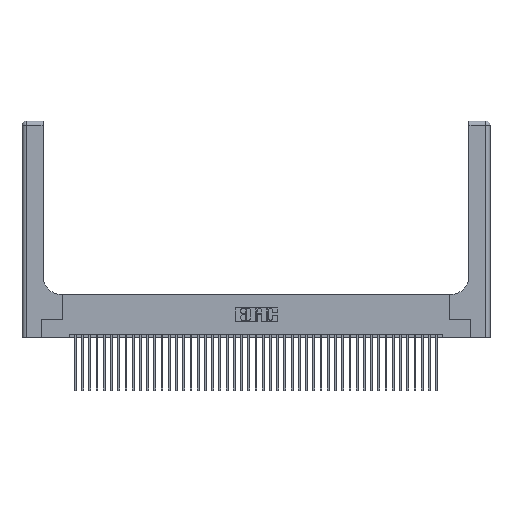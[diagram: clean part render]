
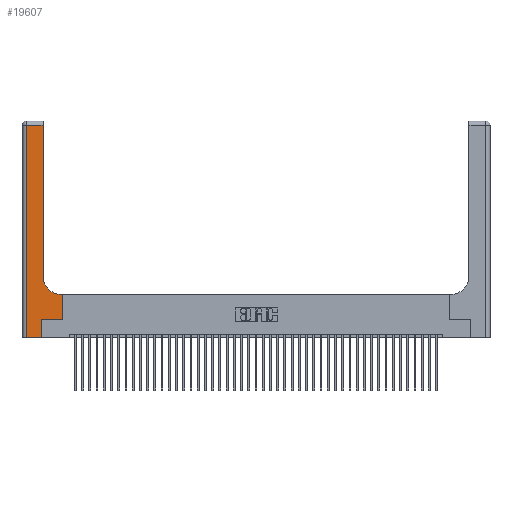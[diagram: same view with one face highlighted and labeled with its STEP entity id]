
A CAD part, top view. The second image highlights one B-rep face of the part: STEP entity #19607.
In plain terms, the highlighted planar face has unit normal (0, 0, 1).
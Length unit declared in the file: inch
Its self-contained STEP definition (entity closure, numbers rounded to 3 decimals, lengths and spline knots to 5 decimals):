
#560 = CARTESIAN_POINT ( 'NONE',  ( 0.2915, 3., 0.37 ) ) ;
#581 = VERTEX_POINT ( 'NONE', #19326 ) ;
#839 = VECTOR ( 'NONE', #17013, 39.37008 ) ;
#1464 = ORIENTED_EDGE ( 'NONE', *, *, #18436, .T. ) ;
#2413 = EDGE_CURVE ( 'NONE', #8426, #13525, #43148, .T. ) ;
#2482 = CARTESIAN_POINT ( 'NONE',  ( 0., 2.94, 0.37 ) ) ;
#2915 = ORIENTED_EDGE ( 'NONE', *, *, #25489, .T. ) ;
#2997 = ORIENTED_EDGE ( 'NONE', *, *, #40272, .T. ) ;
#3252 = CARTESIAN_POINT ( 'NONE',  ( 0.5415, 0.85, 0.37 ) ) ;
#3561 = VECTOR ( 'NONE', #15999, 39.37008 ) ;
#3865 = VECTOR ( 'NONE', #17864, 39.37008 ) ;
#5682 = CARTESIAN_POINT ( 'NONE',  ( 0.06, 0., 0.37 ) ) ;
#6746 = DIRECTION ( 'NONE',  ( 1., 0., 0. ) ) ;
#6862 = CARTESIAN_POINT ( 'NONE',  ( 0.269, 0.25, 0.37 ) ) ;
#7032 = CARTESIAN_POINT ( 'NONE',  ( 0.269, 0., 0.37 ) ) ;
#8426 = VERTEX_POINT ( 'NONE', #20044 ) ;
#8859 = CARTESIAN_POINT ( 'NONE',  ( 0.2915, 0.85, 0.37 ) ) ;
#9109 = ORIENTED_EDGE ( 'NONE', *, *, #29860, .T. ) ;
#9173 = VERTEX_POINT ( 'NONE', #6862 ) ;
#9536 = ORIENTED_EDGE ( 'NONE', *, *, #16498, .T. ) ;
#9666 = ORIENTED_EDGE ( 'NONE', *, *, #2413, .T. ) ;
#10704 = CARTESIAN_POINT ( 'NONE',  ( 0.06, 3., 0.37 ) ) ;
#10851 = DIRECTION ( 'NONE',  ( 0., 1., 0. ) ) ;
#12480 = VERTEX_POINT ( 'NONE', #43340 ) ;
#12533 = ORIENTED_EDGE ( 'NONE', *, *, #17191, .T. ) ;
#12543 = VECTOR ( 'NONE', #34437, 39.37008 ) ;
#12593 = PLANE ( 'NONE',  #34157 ) ;
#12853 = DIRECTION ( 'NONE',  ( -1., 0., 0. ) ) ;
#13525 = VERTEX_POINT ( 'NONE', #42994 ) ;
#13582 = CARTESIAN_POINT ( 'NONE',  ( 0.269, 0.25, 0.37 ) ) ;
#14289 = LINE ( 'NONE', #2482, #31283 ) ;
#14409 = LINE ( 'NONE', #560, #41374 ) ;
#15043 = ORIENTED_EDGE ( 'NONE', *, *, #26324, .T. ) ;
#15999 = DIRECTION ( 'NONE',  ( -1., 0., 0. ) ) ;
#16047 = CARTESIAN_POINT ( 'NONE',  ( 0., 3., 0.37 ) ) ;
#16498 = EDGE_CURVE ( 'NONE', #36941, #9173, #37890, .T. ) ;
#17013 = DIRECTION ( 'NONE',  ( 1., 0., 0. ) ) ;
#17191 = EDGE_CURVE ( 'NONE', #22545, #36941, #28352, .T. ) ;
#17432 = CIRCLE ( 'NONE', #41002, 0.25 ) ;
#17864 = DIRECTION ( 'NONE',  ( 0., 1., 0. ) ) ;
#18436 = EDGE_CURVE ( 'NONE', #29057, #12480, #14409, .T. ) ;
#19326 = CARTESIAN_POINT ( 'NONE',  ( 0.5415, 0.6, 0.37 ) ) ;
#19340 = VECTOR ( 'NONE', #34544, 39.37008 ) ;
#19459 = DIRECTION ( 'NONE',  ( -1., 0., 0. ) ) ;
#19607 = ADVANCED_FACE ( 'NONE', ( #31805 ), #12593, .F. ) ;
#20044 = CARTESIAN_POINT ( 'NONE',  ( 0.5585, 0.25, 0.37 ) ) ;
#21139 = CARTESIAN_POINT ( 'NONE',  ( 0.269, 0., 0.37 ) ) ;
#22545 = VERTEX_POINT ( 'NONE', #5682 ) ;
#24644 = DIRECTION ( 'NONE',  ( 0., 1., 0. ) ) ;
#25489 = EDGE_CURVE ( 'NONE', #581, #29057, #17432, .T. ) ;
#26203 = VERTEX_POINT ( 'NONE', #37245 ) ;
#26324 = EDGE_CURVE ( 'NONE', #26203, #22545, #39551, .T. ) ;
#27086 = LINE ( 'NONE', #13582, #839 ) ;
#27115 = DIRECTION ( 'NONE',  ( 0., 0., -1. ) ) ;
#27902 = CARTESIAN_POINT ( 'NONE',  ( 0., 0., 0.37 ) ) ;
#28352 = LINE ( 'NONE', #27902, #19340 ) ;
#28740 = ORIENTED_EDGE ( 'NONE', *, *, #30848, .T. ) ;
#29057 = VERTEX_POINT ( 'NONE', #8859 ) ;
#29860 = EDGE_CURVE ( 'NONE', #9173, #8426, #27086, .T. ) ;
#30848 = EDGE_CURVE ( 'NONE', #12480, #26203, #14289, .T. ) ;
#31283 = VECTOR ( 'NONE', #12853, 39.37008 ) ;
#31449 = CARTESIAN_POINT ( 'NONE',  ( 0.5585, 0.25, 0.37 ) ) ;
#31805 = FACE_OUTER_BOUND ( 'NONE', #37441, .T. ) ;
#32878 = CARTESIAN_POINT ( 'NONE',  ( 0.2915, 0.6, 0.37 ) ) ;
#33159 = VECTOR ( 'NONE', #24644, 39.37008 ) ;
#34157 = AXIS2_PLACEMENT_3D ( 'NONE', #16047, #39675, #19459 ) ;
#34437 = DIRECTION ( 'NONE',  ( 0., -1., 0. ) ) ;
#34544 = DIRECTION ( 'NONE',  ( 1., 0., 0. ) ) ;
#36941 = VERTEX_POINT ( 'NONE', #7032 ) ;
#37245 = CARTESIAN_POINT ( 'NONE',  ( 0.06, 2.94, 0.37 ) ) ;
#37441 = EDGE_LOOP ( 'NONE', ( #1464, #28740, #15043, #12533, #9536, #9109, #9666, #2997, #2915 ) ) ;
#37890 = LINE ( 'NONE', #21139, #3865 ) ;
#39551 = LINE ( 'NONE', #10704, #12543 ) ;
#39675 = DIRECTION ( 'NONE',  ( 0., 0., -1. ) ) ;
#39698 = LINE ( 'NONE', #32878, #3561 ) ;
#40272 = EDGE_CURVE ( 'NONE', #13525, #581, #39698, .T. ) ;
#41002 = AXIS2_PLACEMENT_3D ( 'NONE', #3252, #27115, #6746 ) ;
#41374 = VECTOR ( 'NONE', #10851, 39.37008 ) ;
#42994 = CARTESIAN_POINT ( 'NONE',  ( 0.5585, 0.6, 0.37 ) ) ;
#43148 = LINE ( 'NONE', #31449, #33159 ) ;
#43340 = CARTESIAN_POINT ( 'NONE',  ( 0.2915, 2.94, 0.37 ) ) ;
